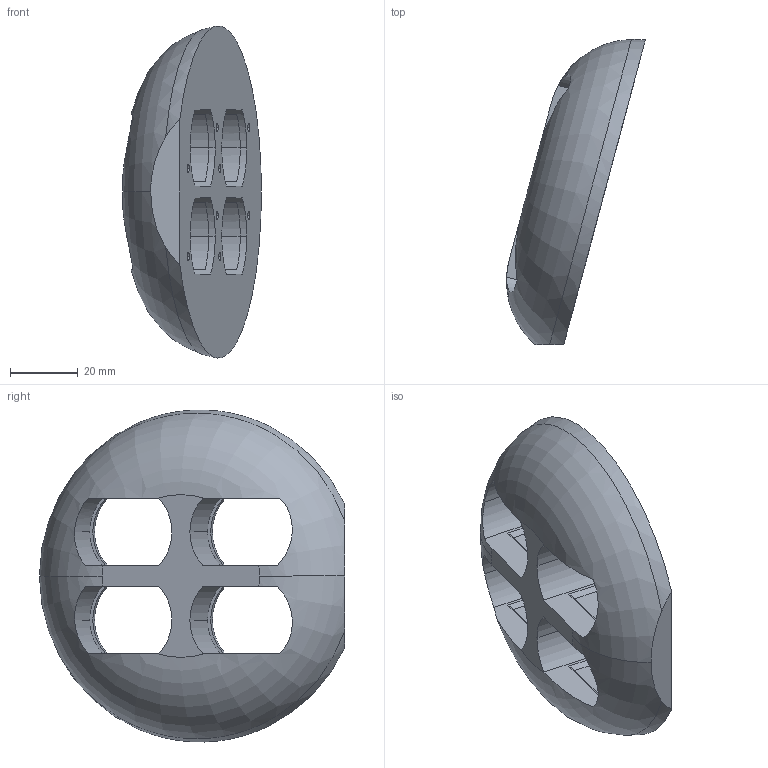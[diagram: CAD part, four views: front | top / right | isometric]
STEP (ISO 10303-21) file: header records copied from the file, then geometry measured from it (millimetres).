
FILE_DESCRIPTION (( 'STEP AP214' ), '1' );
FILE_NAME ('sphereclock_front.step', '2020-01-14T03:04:45', ( '' ), ( '' ), 'SwSTEP 2.0', 'SolidWorks 2018', '' );
FILE_SCHEMA (( 'AUTOMOTIVE_DESIGN' ));
Length unit declared in the file: millimetre
Products named in the file (1): sphereclock_front
Bounding box: 40.96 x 90 x 97.94 mm (x, y, z)
Volume: 78193.7 mm3; surface area: 21725.7 mm2
Topology: 1 solids, 1 shells, 87 faces, 243 edges, 162 vertices
Faces by surface type: plane 43, cylinder 40, torus 2, sphere 2
Entity records: 3009 total; most frequent: CARTESIAN_POINT 705, ORIENTED_EDGE 486, DIRECTION 477, EDGE_CURVE 243, AXIS2_PLACEMENT_3D 178, VERTEX_POINT 162, LINE 121, VECTOR 121
